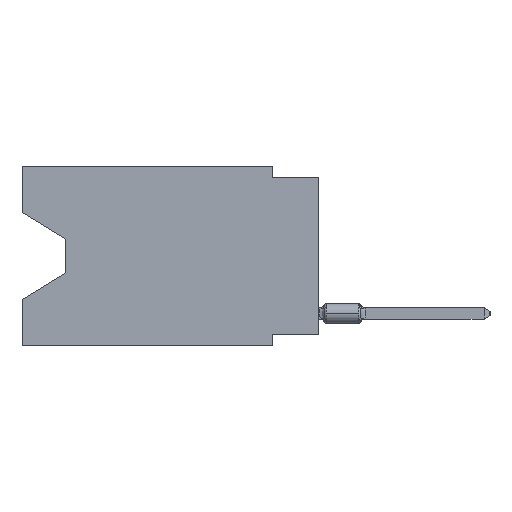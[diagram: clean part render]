
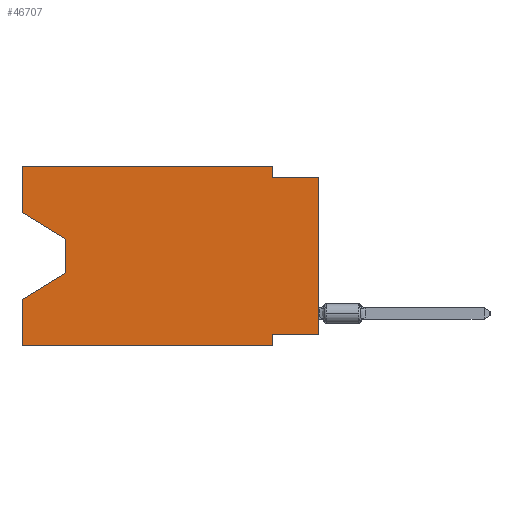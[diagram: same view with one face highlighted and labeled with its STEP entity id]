
A CAD part, left-side view. The second image highlights one B-rep face of the part: STEP entity #46707.
In plain terms, the highlighted planar face has unit normal (-1, 0, 0).
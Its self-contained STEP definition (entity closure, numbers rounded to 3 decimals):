
#202 = EDGE_CURVE ( 'NONE', #31553, #62573, #21825, .T. ) ;
#321 = DIRECTION ( 'NONE',  ( 0., 1., 0. ) ) ;
#1241 = DIRECTION ( 'NONE',  ( 0., 0., -1. ) ) ;
#1572 = CARTESIAN_POINT ( 'NONE',  ( 0., 2.54, -9.271 ) ) ;
#2561 = CARTESIAN_POINT ( 'NONE',  ( 0., 13.97, -4.013 ) ) ;
#2704 = ORIENTED_EDGE ( 'NONE', *, *, #50264, .T. ) ;
#3484 = CARTESIAN_POINT ( 'NONE',  ( 0., 16.383, -7.36 ) ) ;
#3495 = ORIENTED_EDGE ( 'NONE', *, *, #22049, .F. ) ;
#3697 = VECTOR ( 'NONE', #321, 1000. ) ;
#5265 = VERTEX_POINT ( 'NONE', #36878 ) ;
#5338 = DIRECTION ( 'NONE',  ( 0., 0., -1. ) ) ;
#6276 = FACE_OUTER_BOUND ( 'NONE', #34833, .T. ) ;
#6323 = CARTESIAN_POINT ( 'NONE',  ( 0., 0., 0. ) ) ;
#7854 = LINE ( 'NONE', #16906, #59965 ) ;
#8547 = EDGE_CURVE ( 'NONE', #5265, #50440, #36126, .T. ) ;
#8943 = ORIENTED_EDGE ( 'NONE', *, *, #43432, .F. ) ;
#9370 = DIRECTION ( 'NONE',  ( 0., -1., 0. ) ) ;
#9378 = ORIENTED_EDGE ( 'NONE', *, *, #58365, .F. ) ;
#10094 = CARTESIAN_POINT ( 'NONE',  ( 0., 0., -9.271 ) ) ;
#10101 = EDGE_CURVE ( 'NONE', #55914, #31789, #65264, .T. ) ;
#10798 = ORIENTED_EDGE ( 'NONE', *, *, #8547, .F. ) ;
#11626 = PLANE ( 'NONE',  #54574 ) ;
#11697 = EDGE_CURVE ( 'NONE', #60336, #47364, #64876, .T. ) ;
#12992 = CARTESIAN_POINT ( 'NONE',  ( 0., 16.383, 0. ) ) ;
#13074 = CARTESIAN_POINT ( 'NONE',  ( 0., 2.54, -9.906 ) ) ;
#13752 = ORIENTED_EDGE ( 'NONE', *, *, #11697, .F. ) ;
#14400 = DIRECTION ( 'NONE',  ( 0., 0., 1. ) ) ;
#15755 = LINE ( 'NONE', #40565, #17676 ) ;
#16038 = CARTESIAN_POINT ( 'NONE',  ( 0., 2.54, 0. ) ) ;
#16707 = DIRECTION ( 'NONE',  ( 0., 0., 1. ) ) ;
#16906 = CARTESIAN_POINT ( 'NONE',  ( 0., 13.97, -5.893 ) ) ;
#17676 = VECTOR ( 'NONE', #26130, 1000. ) ;
#20752 = ORIENTED_EDGE ( 'NONE', *, *, #202, .T. ) ;
#21825 = LINE ( 'NONE', #57639, #31029 ) ;
#22049 = EDGE_CURVE ( 'NONE', #30724, #50069, #15755, .T. ) ;
#22534 = EDGE_CURVE ( 'NONE', #50440, #42329, #58185, .T. ) ;
#22679 = ORIENTED_EDGE ( 'NONE', *, *, #47246, .T. ) ;
#24359 = DIRECTION ( 'NONE',  ( 0., 0., 1. ) ) ;
#24450 = ORIENTED_EDGE ( 'NONE', *, *, #62836, .T. ) ;
#25668 = ORIENTED_EDGE ( 'NONE', *, *, #22534, .F. ) ;
#26130 = DIRECTION ( 'NONE',  ( 0., 0., -1. ) ) ;
#26419 = LINE ( 'NONE', #6323, #63913 ) ;
#26706 = CARTESIAN_POINT ( 'NONE',  ( 0., 0., -0.635 ) ) ;
#28004 = DIRECTION ( 'NONE',  ( 0., 0., -1. ) ) ;
#29074 = VERTEX_POINT ( 'NONE', #10094 ) ;
#29696 = LINE ( 'NONE', #49454, #66193 ) ;
#30641 = VECTOR ( 'NONE', #14400, 1000. ) ;
#30724 = VERTEX_POINT ( 'NONE', #1572 ) ;
#31029 = VECTOR ( 'NONE', #28004, 1000. ) ;
#31553 = VERTEX_POINT ( 'NONE', #2561 ) ;
#31789 = VERTEX_POINT ( 'NONE', #65484 ) ;
#32733 = DIRECTION ( 'NONE',  ( 0., -0.855, -0.519 ) ) ;
#34090 = CARTESIAN_POINT ( 'NONE',  ( 0., 2.54, -0.635 ) ) ;
#34729 = DIRECTION ( 'NONE',  ( 0., -1., 0. ) ) ;
#34833 = EDGE_LOOP ( 'NONE', ( #24450, #20752, #22679, #13752, #51719, #3495, #9378, #2704, #25668, #10798, #8943, #44064 ) ) ;
#35247 = CARTESIAN_POINT ( 'NONE',  ( 0., 16.383, -2.546 ) ) ;
#35879 = VECTOR ( 'NONE', #46810, 1000. ) ;
#36126 = LINE ( 'NONE', #16038, #58301 ) ;
#36590 = VECTOR ( 'NONE', #9370, 1000. ) ;
#36878 = CARTESIAN_POINT ( 'NONE',  ( 0., 2.54, 0. ) ) ;
#37506 = CARTESIAN_POINT ( 'NONE',  ( 0., 13.97, -5.893 ) ) ;
#38099 = LINE ( 'NONE', #53471, #63081 ) ;
#39840 = CARTESIAN_POINT ( 'NONE',  ( 0., 16.383, 0. ) ) ;
#40565 = CARTESIAN_POINT ( 'NONE',  ( 0., 2.54, -9.906 ) ) ;
#42329 = VERTEX_POINT ( 'NONE', #58424 ) ;
#43432 = EDGE_CURVE ( 'NONE', #31789, #5265, #29696, .T. ) ;
#44064 = ORIENTED_EDGE ( 'NONE', *, *, #10101, .F. ) ;
#46707 = ADVANCED_FACE ( 'NONE', ( #6276 ), #11626, .F. ) ;
#46810 = DIRECTION ( 'NONE',  ( 0., -1., 0. ) ) ;
#47246 = EDGE_CURVE ( 'NONE', #62573, #47364, #7854, .T. ) ;
#47364 = VERTEX_POINT ( 'NONE', #3484 ) ;
#48980 = EDGE_CURVE ( 'NONE', #60336, #50069, #55245, .T. ) ;
#49454 = CARTESIAN_POINT ( 'NONE',  ( 0., 16.383, 0. ) ) ;
#50069 = VERTEX_POINT ( 'NONE', #13074 ) ;
#50264 = EDGE_CURVE ( 'NONE', #29074, #42329, #26419, .T. ) ;
#50440 = VERTEX_POINT ( 'NONE', #34090 ) ;
#50582 = CARTESIAN_POINT ( 'NONE',  ( 0., 0., -9.271 ) ) ;
#51719 = ORIENTED_EDGE ( 'NONE', *, *, #48980, .T. ) ;
#52474 = DIRECTION ( 'NONE',  ( 1., 0., 0. ) ) ;
#53471 = CARTESIAN_POINT ( 'NONE',  ( 0., 16.383, -2.546 ) ) ;
#54574 = AXIS2_PLACEMENT_3D ( 'NONE', #62194, #52474, #1241 ) ;
#55245 = LINE ( 'NONE', #56233, #36590 ) ;
#55914 = VERTEX_POINT ( 'NONE', #35247 ) ;
#56233 = CARTESIAN_POINT ( 'NONE',  ( 0., 16.383, -9.906 ) ) ;
#57639 = CARTESIAN_POINT ( 'NONE',  ( 0., 13.97, -4.013 ) ) ;
#58185 = LINE ( 'NONE', #26706, #35879 ) ;
#58301 = VECTOR ( 'NONE', #5338, 1000. ) ;
#58365 = EDGE_CURVE ( 'NONE', #29074, #30724, #66257, .T. ) ;
#58424 = CARTESIAN_POINT ( 'NONE',  ( 0., 0., -0.635 ) ) ;
#59075 = DIRECTION ( 'NONE',  ( 0., 0.855, -0.519 ) ) ;
#59965 = VECTOR ( 'NONE', #59075, 1000. ) ;
#60336 = VERTEX_POINT ( 'NONE', #63400 ) ;
#62194 = CARTESIAN_POINT ( 'NONE',  ( 0., 16.383, 0. ) ) ;
#62573 = VERTEX_POINT ( 'NONE', #37506 ) ;
#62777 = VECTOR ( 'NONE', #24359, 1000. ) ;
#62836 = EDGE_CURVE ( 'NONE', #55914, #31553, #38099, .T. ) ;
#63081 = VECTOR ( 'NONE', #32733, 1000. ) ;
#63400 = CARTESIAN_POINT ( 'NONE',  ( 0., 16.383, -9.906 ) ) ;
#63913 = VECTOR ( 'NONE', #16707, 1000. ) ;
#64876 = LINE ( 'NONE', #12992, #62777 ) ;
#65264 = LINE ( 'NONE', #39840, #30641 ) ;
#65484 = CARTESIAN_POINT ( 'NONE',  ( 0., 16.383, 0. ) ) ;
#66193 = VECTOR ( 'NONE', #34729, 1000. ) ;
#66257 = LINE ( 'NONE', #50582, #3697 ) ;
